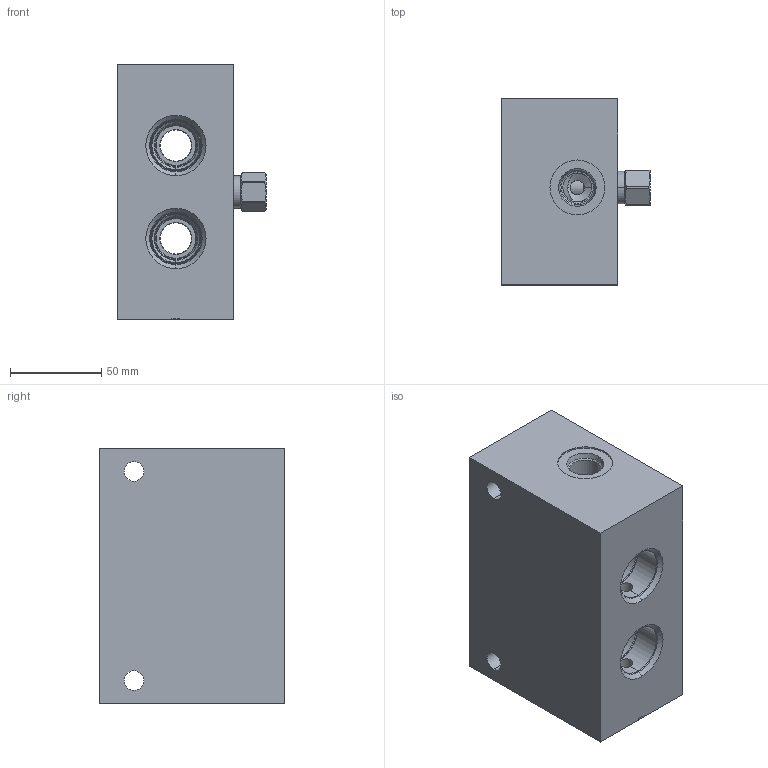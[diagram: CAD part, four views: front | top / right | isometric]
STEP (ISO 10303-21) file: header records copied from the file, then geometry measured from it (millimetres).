
FILE_DESCRIPTION((''),'2;1');
FILE_NAME('Y6J_ASM','2022-04-27T',('ProEService'),(''),'PRO/ENGINEER BY PARAMETRIC TECHNOLOGY CORPORATION, 2014200','PRO/ENGINEER BY PARAMETRIC TECHNOLOGY CORPORATION, 2014200','');
FILE_SCHEMA(('CONFIG_CONTROL_DESIGN'));
Length unit declared in the file: inch
Products named in the file (3): 179-306-004; CSAWEXN; Y6J_ASM
Assembly tree (2 placements, depth 2):
  Y6J_ASM
    179-306-004
    CSAWEXN
Bounding box: 81.1 x 101.6 x 139.7 mm (x, y, z)
Volume: 777520.1 mm3; surface area: 87729 mm2
Topology: 4 solids, 4 shells, 295 faces, 1015 edges, 883 vertices
Faces by surface type: cylinder 122, cone 94, plane 37, torus 34, revolution 8
Entity records: 12019 total; most frequent: CARTESIAN_POINT 3359, DIRECTION 1919, ORIENTED_EDGE 1306, AXIS2_PLACEMENT_3D 656, EDGE_CURVE 653, VECTOR 599, LINE 599, VERTEX_POINT 380
